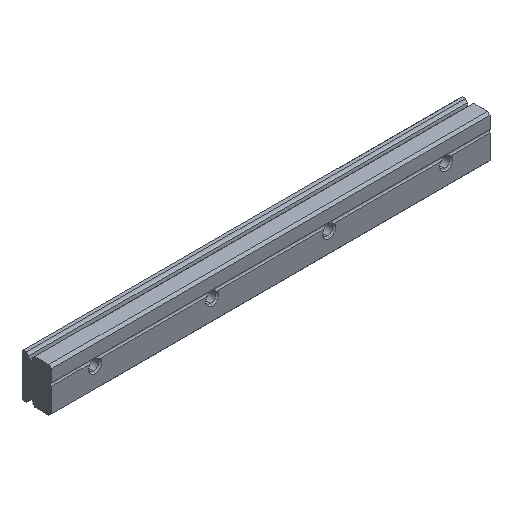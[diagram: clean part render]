
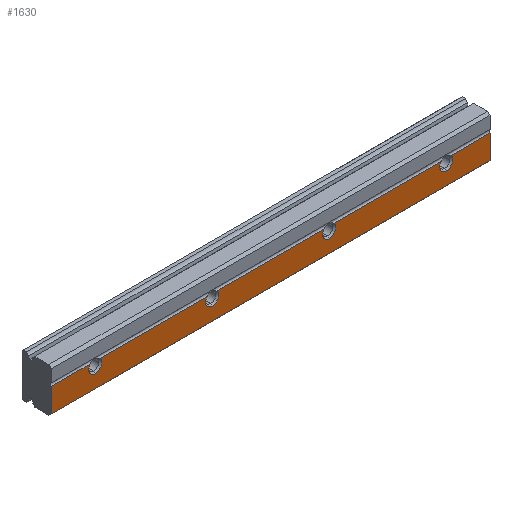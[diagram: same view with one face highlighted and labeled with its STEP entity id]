
A CAD part, isometric view. The second image highlights one B-rep face of the part: STEP entity #1630.
In plain terms, the highlighted planar face has unit normal (0, -1, 0).
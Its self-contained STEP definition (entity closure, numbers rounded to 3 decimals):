
#583 = CARTESIAN_POINT ( 'NONE',  ( -55., 0., -2.25 ) ) ;
#584 = DIRECTION ( 'NONE',  ( 0., 0., 1. ) ) ;
#585 = DIRECTION ( 'NONE',  ( 0., 1., 0. ) ) ;
#586 = CARTESIAN_POINT ( 'NONE',  ( -55., 0., 0. ) ) ;
#587 = AXIS2_PLACEMENT_3D ( 'NONE', #586, #585, #584 ) ;
#588 = CIRCLE ( 'NONE', #587, 2.25 ) ;
#606 = CARTESIAN_POINT ( 'NONE',  ( -56.694, 0., 1.48 ) ) ;
#777 = DIRECTION ( 'NONE',  ( 0., 0., 1. ) ) ;
#778 = DIRECTION ( 'NONE',  ( 0., 1., 0. ) ) ;
#779 = CARTESIAN_POINT ( 'NONE',  ( -95., 0., 0. ) ) ;
#780 = AXIS2_PLACEMENT_3D ( 'NONE', #779, #778, #777 ) ;
#781 = CIRCLE ( 'NONE', #780, 2.25 ) ;
#783 = CARTESIAN_POINT ( 'NONE',  ( -95., 0., -2.25 ) ) ;
#784 = CARTESIAN_POINT ( 'NONE',  ( -96.694, 0., 1.48 ) ) ;
#869 = CARTESIAN_POINT ( 'NONE',  ( -150., 0., 1.48 ) ) ;
#870 = LINE ( 'NONE', #869, #894 ) ;
#893 = DIRECTION ( 'NONE',  ( 1., 0., 0. ) ) ;
#894 = VECTOR ( 'NONE', #893, 1000. ) ;
#924 = CARTESIAN_POINT ( 'NONE',  ( -53.306, 0., 1.48 ) ) ;
#930 = DIRECTION ( 'NONE',  ( 0., 0., -1. ) ) ;
#939 = VECTOR ( 'NONE', #930, 1000. ) ;
#948 = FACE_OUTER_BOUND ( 'NONE', #1631, .T. ) ;
#949 = CARTESIAN_POINT ( 'NONE',  ( -150., 0., 1.48 ) ) ;
#950 = LINE ( 'NONE', #949, #939 ) ;
#951 = CARTESIAN_POINT ( 'NONE',  ( -15., 0., 0. ) ) ;
#952 = CIRCLE ( 'NONE', #971, 2.25 ) ;
#954 = CARTESIAN_POINT ( 'NONE',  ( 0., 0., -6.7 ) ) ;
#955 = DIRECTION ( 'NONE',  ( 1., 0., 0. ) ) ;
#956 = VECTOR ( 'NONE', #955, 1000. ) ;
#957 = CARTESIAN_POINT ( 'NONE',  ( -150., 0., -6.7 ) ) ;
#958 = LINE ( 'NONE', #957, #956 ) ;
#962 = DIRECTION ( 'NONE',  ( 0., 0., -1. ) ) ;
#963 = DIRECTION ( 'NONE',  ( 0., -1., 0. ) ) ;
#964 = CARTESIAN_POINT ( 'NONE',  ( -150., 0., 1.48 ) ) ;
#969 = DIRECTION ( 'NONE',  ( 0., 0., 1. ) ) ;
#970 = DIRECTION ( 'NONE',  ( 0., 1., 0. ) ) ;
#971 = AXIS2_PLACEMENT_3D ( 'NONE', #951, #970, #969 ) ;
#972 = AXIS2_PLACEMENT_3D ( 'NONE', #964, #963, #962 ) ;
#973 = PLANE ( 'NONE',  #972 ) ;
#989 = AXIS2_PLACEMENT_3D ( 'NONE', #1175, #1174, #1173 ) ;
#990 = CIRCLE ( 'NONE', #989, 2.25 ) ;
#1004 = CARTESIAN_POINT ( 'NONE',  ( 0., 0., 1.48 ) ) ;
#1012 = CARTESIAN_POINT ( 'NONE',  ( -93.306, 0., 1.48 ) ) ;
#1024 = DIRECTION ( 'NONE',  ( 0., 0., 1. ) ) ;
#1025 = DIRECTION ( 'NONE',  ( 0., 1., 0. ) ) ;
#1026 = CARTESIAN_POINT ( 'NONE',  ( -15., 0., 0. ) ) ;
#1031 = DIRECTION ( 'NONE',  ( 0., 0., 1. ) ) ;
#1032 = DIRECTION ( 'NONE',  ( 0., 1., 0. ) ) ;
#1033 = CARTESIAN_POINT ( 'NONE',  ( -55., 0., 0. ) ) ;
#1034 = AXIS2_PLACEMENT_3D ( 'NONE', #1033, #1032, #1031 ) ;
#1035 = CIRCLE ( 'NONE', #1034, 2.25 ) ;
#1045 = CARTESIAN_POINT ( 'NONE',  ( -133.306, 0., 1.48 ) ) ;
#1047 = CARTESIAN_POINT ( 'NONE',  ( -15., 0., -2.25 ) ) ;
#1048 = DIRECTION ( 'NONE',  ( 1., 0., 0. ) ) ;
#1049 = VECTOR ( 'NONE', #1048, 1000. ) ;
#1050 = CARTESIAN_POINT ( 'NONE',  ( -150., 0., 1.48 ) ) ;
#1051 = CARTESIAN_POINT ( 'NONE',  ( -16.694, 0., 1.48 ) ) ;
#1080 = CARTESIAN_POINT ( 'NONE',  ( -135., 0., -2.25 ) ) ;
#1081 = DIRECTION ( 'NONE',  ( 0., 0., 1. ) ) ;
#1082 = DIRECTION ( 'NONE',  ( 0., 1., 0. ) ) ;
#1083 = CARTESIAN_POINT ( 'NONE',  ( -135., 0., 0. ) ) ;
#1084 = AXIS2_PLACEMENT_3D ( 'NONE', #1083, #1082, #1081 ) ;
#1085 = CIRCLE ( 'NONE', #1084, 2.25 ) ;
#1087 = CARTESIAN_POINT ( 'NONE',  ( -150., 0., -6.7 ) ) ;
#1088 = CARTESIAN_POINT ( 'NONE',  ( -150., 0., 1.48 ) ) ;
#1089 = DIRECTION ( 'NONE',  ( 1., 0., 0. ) ) ;
#1094 = CARTESIAN_POINT ( 'NONE',  ( -136.694, 0., 1.48 ) ) ;
#1110 = DIRECTION ( 'NONE',  ( 0., 0., 1. ) ) ;
#1111 = DIRECTION ( 'NONE',  ( 0., 1., 0. ) ) ;
#1112 = AXIS2_PLACEMENT_3D ( 'NONE', #1122, #1111, #1110 ) ;
#1113 = CIRCLE ( 'NONE', #1112, 2.25 ) ;
#1117 = DIRECTION ( 'NONE',  ( 1., 0., 0. ) ) ;
#1118 = VECTOR ( 'NONE', #1117, 1000. ) ;
#1119 = CARTESIAN_POINT ( 'NONE',  ( -150., 0., 1.48 ) ) ;
#1120 = LINE ( 'NONE', #1119, #1118 ) ;
#1121 = VECTOR ( 'NONE', #1158, 1000. ) ;
#1122 = CARTESIAN_POINT ( 'NONE',  ( -135., 0., 0. ) ) ;
#1140 = AXIS2_PLACEMENT_3D ( 'NONE', #1026, #1025, #1024 ) ;
#1141 = CIRCLE ( 'NONE', #1140, 2.25 ) ;
#1148 = VECTOR ( 'NONE', #1089, 1000. ) ;
#1149 = CARTESIAN_POINT ( 'NONE',  ( -150., 0., 1.48 ) ) ;
#1150 = LINE ( 'NONE', #1149, #1148 ) ;
#1158 = DIRECTION ( 'NONE',  ( 1., 0., 0. ) ) ;
#1159 = CARTESIAN_POINT ( 'NONE',  ( -150., 0., 1.48 ) ) ;
#1160 = LINE ( 'NONE', #1159, #1121 ) ;
#1167 = CARTESIAN_POINT ( 'NONE',  ( -13.306, 0., 1.48 ) ) ;
#1168 = LINE ( 'NONE', #1050, #1049 ) ;
#1169 = DIRECTION ( 'NONE',  ( 0., 0., -1. ) ) ;
#1170 = VECTOR ( 'NONE', #1169, 1000. ) ;
#1171 = CARTESIAN_POINT ( 'NONE',  ( 0., 0., 1.48 ) ) ;
#1172 = LINE ( 'NONE', #1171, #1170 ) ;
#1173 = DIRECTION ( 'NONE',  ( 0., 0., 1. ) ) ;
#1174 = DIRECTION ( 'NONE',  ( 0., 1., 0. ) ) ;
#1175 = CARTESIAN_POINT ( 'NONE',  ( -95., 0., 0. ) ) ;
#1464 = EDGE_CURVE ( 'NONE', #1472, #1467, #588, .T. ) ;
#1467 = VERTEX_POINT ( 'NONE', #606 ) ;
#1472 = VERTEX_POINT ( 'NONE', #583 ) ;
#1543 = VERTEX_POINT ( 'NONE', #784 ) ;
#1544 = VERTEX_POINT ( 'NONE', #783 ) ;
#1547 = EDGE_CURVE ( 'NONE', #1544, #1543, #781, .T. ) ;
#1620 = ORIENTED_EDGE ( 'NONE', *, *, #1621, .T. ) ;
#1621 = EDGE_CURVE ( 'NONE', #1668, #1669, #950, .T. ) ;
#1630 = ADVANCED_FACE ( 'NONE', ( #948 ), #973, .T. ) ;
#1631 = EDGE_LOOP ( 'NONE', ( #1678, #1738, #1666, #1620, #1647, #1718, #1693, #1672, #1674, #1697, #1739, #1654, #1655, #1634, #1721, #1722 ) ) ;
#1633 = EDGE_CURVE ( 'NONE', #1729, #1677, #952, .T. ) ;
#1634 = ORIENTED_EDGE ( 'NONE', *, *, #1716, .T. ) ;
#1647 = ORIENTED_EDGE ( 'NONE', *, *, #1648, .T. ) ;
#1648 = EDGE_CURVE ( 'NONE', #1669, #1649, #958, .T. ) ;
#1649 = VERTEX_POINT ( 'NONE', #954 ) ;
#1653 = VERTEX_POINT ( 'NONE', #924 ) ;
#1654 = ORIENTED_EDGE ( 'NONE', *, *, #1464, .T. ) ;
#1655 = ORIENTED_EDGE ( 'NONE', *, *, #1656, .F. ) ;
#1656 = EDGE_CURVE ( 'NONE', #1657, #1467, #870, .T. ) ;
#1657 = VERTEX_POINT ( 'NONE', #1012 ) ;
#1666 = ORIENTED_EDGE ( 'NONE', *, *, #1667, .F. ) ;
#1667 = EDGE_CURVE ( 'NONE', #1668, #1708, #1150, .T. ) ;
#1668 = VERTEX_POINT ( 'NONE', #1088 ) ;
#1669 = VERTEX_POINT ( 'NONE', #1087 ) ;
#1672 = ORIENTED_EDGE ( 'NONE', *, *, #1673, .T. ) ;
#1673 = EDGE_CURVE ( 'NONE', #1720, #1729, #1141, .T. ) ;
#1674 = ORIENTED_EDGE ( 'NONE', *, *, #1633, .T. ) ;
#1677 = VERTEX_POINT ( 'NONE', #1051 ) ;
#1678 = ORIENTED_EDGE ( 'NONE', *, *, #1679, .T. ) ;
#1679 = EDGE_CURVE ( 'NONE', #1730, #1711, #1113, .T. ) ;
#1693 = ORIENTED_EDGE ( 'NONE', *, *, #1694, .F. ) ;
#1694 = EDGE_CURVE ( 'NONE', #1720, #1735, #1160, .T. ) ;
#1697 = ORIENTED_EDGE ( 'NONE', *, *, #1698, .F. ) ;
#1698 = EDGE_CURVE ( 'NONE', #1653, #1677, #1120, .T. ) ;
#1708 = VERTEX_POINT ( 'NONE', #1094 ) ;
#1710 = EDGE_CURVE ( 'NONE', #1711, #1708, #1085, .T. ) ;
#1711 = VERTEX_POINT ( 'NONE', #1080 ) ;
#1716 = EDGE_CURVE ( 'NONE', #1657, #1544, #990, .T. ) ;
#1718 = ORIENTED_EDGE ( 'NONE', *, *, #1719, .F. ) ;
#1719 = EDGE_CURVE ( 'NONE', #1735, #1649, #1172, .T. ) ;
#1720 = VERTEX_POINT ( 'NONE', #1167 ) ;
#1721 = ORIENTED_EDGE ( 'NONE', *, *, #1547, .T. ) ;
#1722 = ORIENTED_EDGE ( 'NONE', *, *, #1723, .F. ) ;
#1723 = EDGE_CURVE ( 'NONE', #1730, #1543, #1168, .T. ) ;
#1729 = VERTEX_POINT ( 'NONE', #1047 ) ;
#1730 = VERTEX_POINT ( 'NONE', #1045 ) ;
#1735 = VERTEX_POINT ( 'NONE', #1004 ) ;
#1738 = ORIENTED_EDGE ( 'NONE', *, *, #1710, .T. ) ;
#1739 = ORIENTED_EDGE ( 'NONE', *, *, #1740, .T. ) ;
#1740 = EDGE_CURVE ( 'NONE', #1653, #1472, #1035, .T. ) ;
